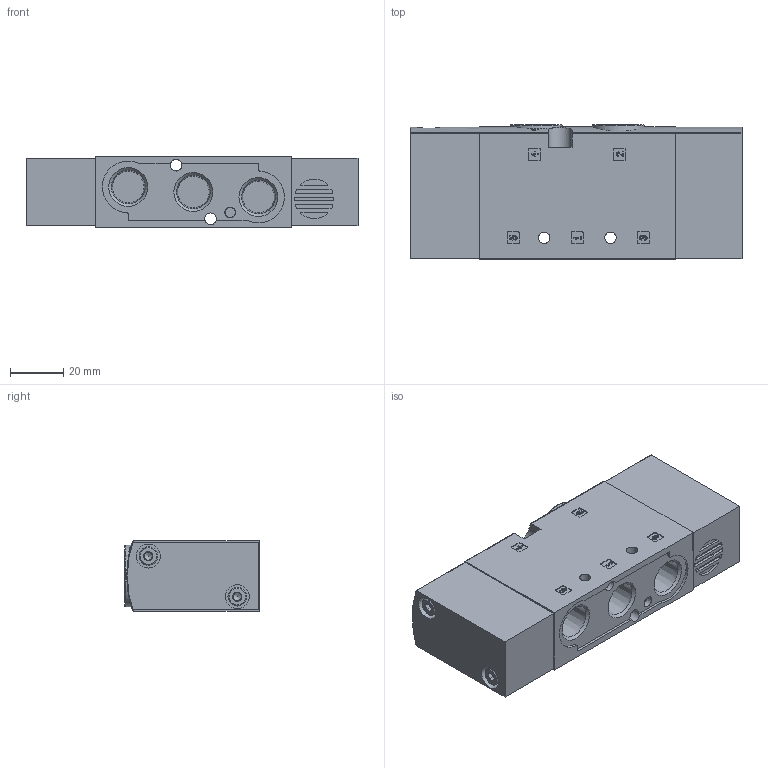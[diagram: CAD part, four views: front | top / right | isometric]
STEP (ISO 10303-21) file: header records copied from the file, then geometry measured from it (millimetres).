
FILE_DESCRIPTION(/* description */ ('STEP AP214'),/* implementation_level */ '2;1');
FILE_NAME(/* name */ '8035221_VUWS-LT25-M52-M-N14',/* time_stamp */ '2024-09-17T22:46:13+02:00',/* author */ ('License CC BY-ND 4.0'),/* organization */ ('CADENAS'),/* preprocessor_version */ 'ST-DEVELOPER v19.3',/* originating_system */ 'PARTsolutions',/* authorisation */ ' ');
FILE_SCHEMA (('AUTOMOTIVE_DESIGN {1 0 10303 214 3 1 1}'));
Length unit declared in the file: millimetre
Products named in the file (6): 8035221 VUWS-LT25-M52-M-N14; 759338 VUVS-L25-.5.-N14 HOUSING---(H---0_M); 2925507 VUVS-L25-G-COVER53---(C---NPT); DIN-912 - M4x30(F); 2925421 VUVS-L25-G-COVER52---(C---NPT); 1808371 F-M4x37.5-10.9
Assembly tree (7 placements, depth 2):
  8035221 VUWS-LT25-M52-M-N14
    759338 VUVS-L25-.5.-N14 HOUSING---(H---0_M)
    2925507 VUVS-L25-G-COVER53---(C---NPT)
    DIN-912 - M4x30(F)  x2
    2925421 VUVS-L25-G-COVER52---(C---NPT)
    1808371 F-M4x37.5-10.9  x2
Bounding box: 125 x 50.5 x 26.5 mm (x, y, z)
Volume: 147268.7 mm3; surface area: 35265.3 mm2
Topology: 7 solids, 7 shells, 495 faces, 1237 edges, 797 vertices
Faces by surface type: plane 262, cylinder 168, cone 60, torus 5
Full cylindrical faces by diameter (mm): 2 x1, 2.5 x4, 3.242 x4, 3.8 x2, 3.967 x1, 4 x4, 4.3 x2, 4.4 x2, 4.5 x3, 4.7 x1, 7 x2, 7.9 x2, 8.1 x2, 9 x2, 10 x1, 19.5 x2
Entity records: 13224 total; most frequent: CARTESIAN_POINT 2329, DIRECTION 2302, ORIENTED_EDGE 2082, EDGE_CURVE 1041, AXIS2_PLACEMENT_3D 823, VERTEX_POINT 729, LINE 656, VECTOR 656
